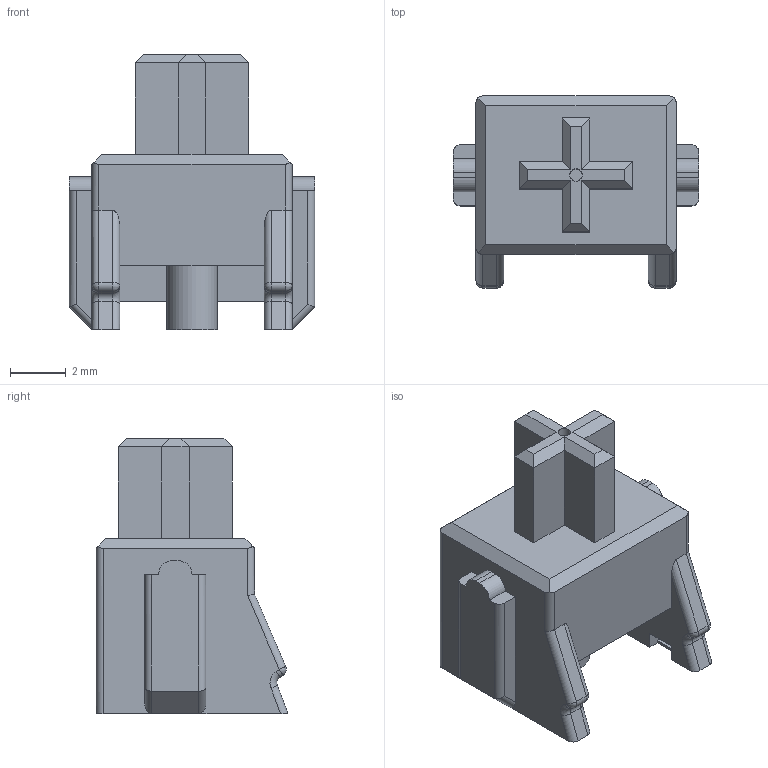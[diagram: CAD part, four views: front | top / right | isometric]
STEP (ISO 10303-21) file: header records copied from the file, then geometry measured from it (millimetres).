
FILE_DESCRIPTION(/* description */ (''),/* implementation_level */ '2;1');
FILE_NAME(/* name */ 'KailhPro-ModKit v14.step',/* time_stamp */ '2021-02-10T01:11:20+01:00',/* author */ (''),/* organization */ (''),/* preprocessor_version */ 'ST-DEVELOPER v18.1',/* originating_system */ 'Autodesk Translation Framework v9.7.1.1290',/* authorisation */ '');
FILE_SCHEMA (('AUTOMOTIVE_DESIGN { 1 0 10303 214 3 1 1 }'));
Length unit declared in the file: millimetre
Products named in the file (2): KailhPro-ModKit; Slider
Assembly tree (1 placements, depth 2):
  KailhPro-ModKit
    Slider
Bounding box: 8.82 x 6.9 x 9.9 mm (x, y, z)
Volume: 170.5 mm3; surface area: 450 mm2
Topology: 1 solids, 1 shells, 119 faces, 300 edges, 184 vertices
Faces by surface type: plane 75, cylinder 35, torus 4, sphere 4, cone 1
Full cylindrical faces by diameter (mm): 0.44 x1, 1.8 x1, 3 x1
Entity records: 3566 total; most frequent: DIRECTION 616, CARTESIAN_POINT 606, ORIENTED_EDGE 600, EDGE_CURVE 300, LINE 228, VECTOR 228, AXIS2_PLACEMENT_3D 194, VERTEX_POINT 184
